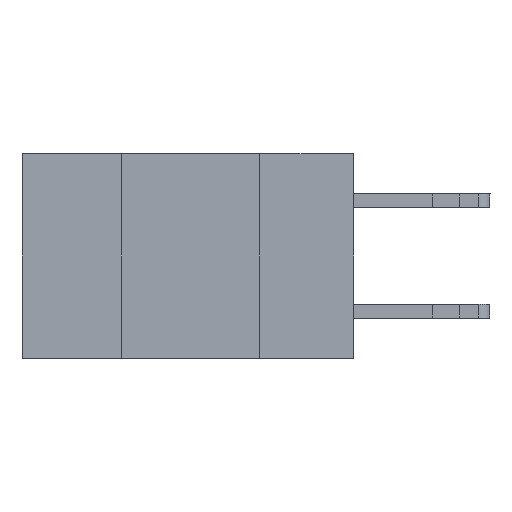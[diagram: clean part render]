
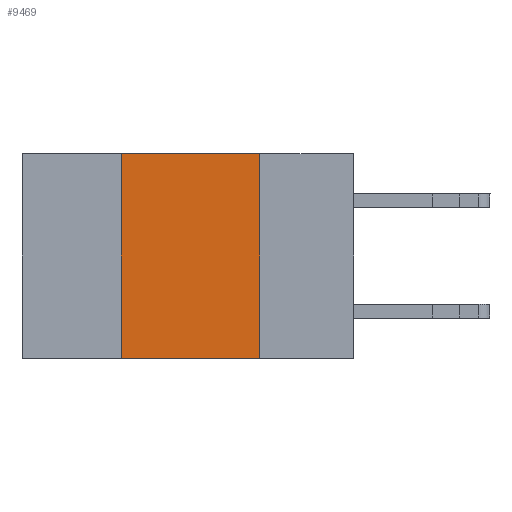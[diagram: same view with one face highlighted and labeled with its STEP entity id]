
A CAD part, left-side view. The second image highlights one B-rep face of the part: STEP entity #9469.
In plain terms, the highlighted planar face has unit normal (-1, 0, 0).
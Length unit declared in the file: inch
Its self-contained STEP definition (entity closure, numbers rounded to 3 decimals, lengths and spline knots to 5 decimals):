
#1363 = DIRECTION ( 'NONE',  ( 0., 0., -1. ) ) ;
#1529 = CARTESIAN_POINT ( 'NONE',  ( 0., 0.6, 0. ) ) ;
#2124 = VECTOR ( 'NONE', #16347, 39.37008 ) ;
#4136 = VERTEX_POINT ( 'NONE', #6999 ) ;
#4558 = EDGE_CURVE ( 'NONE', #16103, #19638, #13157, .T. ) ;
#5329 = CARTESIAN_POINT ( 'NONE',  ( 0., 0.17, 0. ) ) ;
#5549 = AXIS2_PLACEMENT_3D ( 'NONE', #17633, #9251, #14758 ) ;
#6999 = CARTESIAN_POINT ( 'NONE',  ( 0., 0.42, 0. ) ) ;
#7419 = ORIENTED_EDGE ( 'NONE', *, *, #21175, .F. ) ;
#7983 = CARTESIAN_POINT ( 'NONE',  ( 0., 0.6, -0.37 ) ) ;
#8087 = DIRECTION ( 'NONE',  ( 0., -1., 0. ) ) ;
#8562 = EDGE_CURVE ( 'NONE', #18440, #19638, #11287, .T. ) ;
#9251 = DIRECTION ( 'NONE',  ( 1., 0., 0. ) ) ;
#9469 = ADVANCED_FACE ( 'NONE', ( #21146 ), #14531, .F. ) ;
#9617 = LINE ( 'NONE', #21625, #2124 ) ;
#10093 = VECTOR ( 'NONE', #8087, 39.37008 ) ;
#11287 = LINE ( 'NONE', #7983, #10093 ) ;
#12654 = EDGE_CURVE ( 'NONE', #18440, #4136, #9617, .T. ) ;
#13005 = VECTOR ( 'NONE', #1363, 39.37008 ) ;
#13157 = LINE ( 'NONE', #21635, #13005 ) ;
#13530 = VECTOR ( 'NONE', #14977, 39.37008 ) ;
#14096 = ORIENTED_EDGE ( 'NONE', *, *, #8562, .T. ) ;
#14420 = CARTESIAN_POINT ( 'NONE',  ( 0., 0.17, -0.37 ) ) ;
#14531 = PLANE ( 'NONE',  #5549 ) ;
#14758 = DIRECTION ( 'NONE',  ( 0., 0., -1. ) ) ;
#14977 = DIRECTION ( 'NONE',  ( 0., -1., 0. ) ) ;
#15091 = LINE ( 'NONE', #1529, #13530 ) ;
#16102 = EDGE_LOOP ( 'NONE', ( #16660, #7419, #18995, #14096 ) ) ;
#16103 = VERTEX_POINT ( 'NONE', #5329 ) ;
#16347 = DIRECTION ( 'NONE',  ( 0., 0., 1. ) ) ;
#16660 = ORIENTED_EDGE ( 'NONE', *, *, #4558, .F. ) ;
#17633 = CARTESIAN_POINT ( 'NONE',  ( 0., 0.6, 0. ) ) ;
#18440 = VERTEX_POINT ( 'NONE', #21659 ) ;
#18995 = ORIENTED_EDGE ( 'NONE', *, *, #12654, .F. ) ;
#19638 = VERTEX_POINT ( 'NONE', #14420 ) ;
#21146 = FACE_OUTER_BOUND ( 'NONE', #16102, .T. ) ;
#21175 = EDGE_CURVE ( 'NONE', #4136, #16103, #15091, .T. ) ;
#21625 = CARTESIAN_POINT ( 'NONE',  ( 0., 0.42, 0. ) ) ;
#21635 = CARTESIAN_POINT ( 'NONE',  ( 0., 0.17, 0. ) ) ;
#21659 = CARTESIAN_POINT ( 'NONE',  ( 0., 0.42, -0.37 ) ) ;
